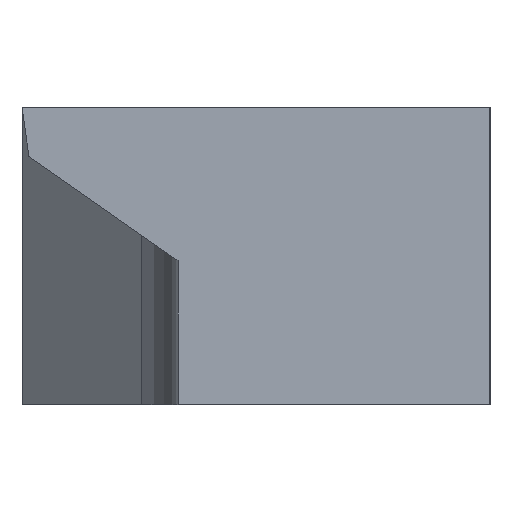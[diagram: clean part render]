
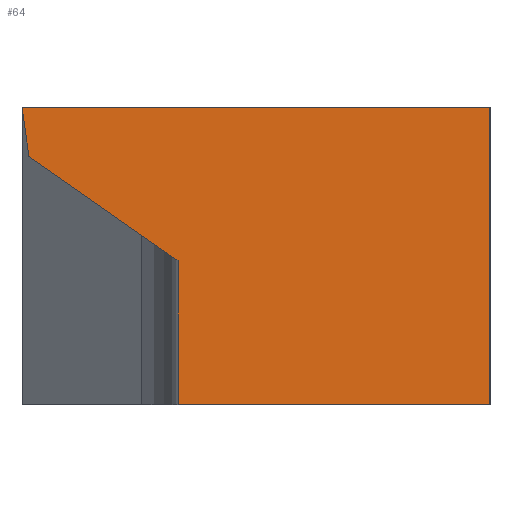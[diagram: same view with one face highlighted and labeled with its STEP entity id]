
A CAD part, left-side view. The second image highlights one B-rep face of the part: STEP entity #64.
In plain terms, the highlighted planar face has unit normal (-1, 0, 0).
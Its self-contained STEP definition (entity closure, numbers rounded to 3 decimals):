
#13 = CARTESIAN_POINT ( 'NONE',  ( 0., -15., 0. ) ) ;
#26 = ORIENTED_EDGE ( 'NONE', *, *, #80, .F. ) ;
#28 = ORIENTED_EDGE ( 'NONE', *, *, #160, .F. ) ;
#49 = VECTOR ( 'NONE', #503, 1000. ) ;
#56 = VERTEX_POINT ( 'NONE', #240 ) ;
#64 = ADVANCED_FACE ( 'NONE', ( #365 ), #370, .F. ) ;
#80 = EDGE_CURVE ( 'NONE', #305, #397, #219, .T. ) ;
#97 = LINE ( 'NONE', #302, #325 ) ;
#99 = AXIS2_PLACEMENT_3D ( 'NONE', #373, #410, #445 ) ;
#116 = CARTESIAN_POINT ( 'NONE',  ( 0., -25., -9.525 ) ) ;
#121 = CARTESIAN_POINT ( 'NONE',  ( 0., -5., -9.525 ) ) ;
#131 = EDGE_CURVE ( 'NONE', #397, #478, #194, .T. ) ;
#160 = EDGE_CURVE ( 'NONE', #56, #305, #368, .T. ) ;
#167 = LINE ( 'NONE', #116, #49 ) ;
#194 = LINE ( 'NONE', #463, #338 ) ;
#198 = CARTESIAN_POINT ( 'NONE',  ( 0., -0.22, -1.565 ) ) ;
#200 = CARTESIAN_POINT ( 'NONE',  ( 0., -5., -4.912 ) ) ;
#219 = LINE ( 'NONE', #198, #434 ) ;
#229 = CARTESIAN_POINT ( 'NONE',  ( 0., -8.446, 0. ) ) ;
#232 = VERTEX_POINT ( 'NONE', #394 ) ;
#240 = CARTESIAN_POINT ( 'NONE',  ( 0., -5., -9.525 ) ) ;
#253 = DIRECTION ( 'NONE',  ( 0., 0., 1. ) ) ;
#254 = VECTOR ( 'NONE', #455, 1000. ) ;
#259 = DIRECTION ( 'NONE',  ( 0., 0., 1. ) ) ;
#267 = ORIENTED_EDGE ( 'NONE', *, *, #131, .F. ) ;
#268 = ORIENTED_EDGE ( 'NONE', *, *, #437, .F. ) ;
#285 = EDGE_CURVE ( 'NONE', #232, #426, #97, .T. ) ;
#290 = DIRECTION ( 'NONE',  ( 0., 0.819, 0.574 ) ) ;
#294 = EDGE_CURVE ( 'NONE', #478, #426, #502, .T. ) ;
#302 = CARTESIAN_POINT ( 'NONE',  ( 0., -15., -9.525 ) ) ;
#305 = VERTEX_POINT ( 'NONE', #200 ) ;
#325 = VECTOR ( 'NONE', #259, 1000. ) ;
#338 = VECTOR ( 'NONE', #399, 1000. ) ;
#365 = FACE_OUTER_BOUND ( 'NONE', #427, .T. ) ;
#368 = LINE ( 'NONE', #121, #378 ) ;
#370 = PLANE ( 'NONE',  #99 ) ;
#373 = CARTESIAN_POINT ( 'NONE',  ( 0., -7.5, -3. ) ) ;
#378 = VECTOR ( 'NONE', #253, 1000. ) ;
#394 = CARTESIAN_POINT ( 'NONE',  ( 0., -15., -9.525 ) ) ;
#397 = VERTEX_POINT ( 'NONE', #489 ) ;
#399 = DIRECTION ( 'NONE',  ( 0., 0.139, 0.99 ) ) ;
#405 = CARTESIAN_POINT ( 'NONE',  ( 0., 0., 0. ) ) ;
#410 = DIRECTION ( 'NONE',  ( 1., 0., 0. ) ) ;
#417 = ORIENTED_EDGE ( 'NONE', *, *, #285, .T. ) ;
#426 = VERTEX_POINT ( 'NONE', #13 ) ;
#427 = EDGE_LOOP ( 'NONE', ( #441, #267, #26, #28, #268, #417 ) ) ;
#434 = VECTOR ( 'NONE', #290, 1000. ) ;
#437 = EDGE_CURVE ( 'NONE', #232, #56, #167, .T. ) ;
#441 = ORIENTED_EDGE ( 'NONE', *, *, #294, .F. ) ;
#445 = DIRECTION ( 'NONE',  ( 0., 1., 0. ) ) ;
#455 = DIRECTION ( 'NONE',  ( 0., -1., 0. ) ) ;
#463 = CARTESIAN_POINT ( 'NONE',  ( 0., 0., 0. ) ) ;
#478 = VERTEX_POINT ( 'NONE', #405 ) ;
#489 = CARTESIAN_POINT ( 'NONE',  ( 0., -0.22, -1.565 ) ) ;
#502 = LINE ( 'NONE', #229, #254 ) ;
#503 = DIRECTION ( 'NONE',  ( 0., 1., 0. ) ) ;
